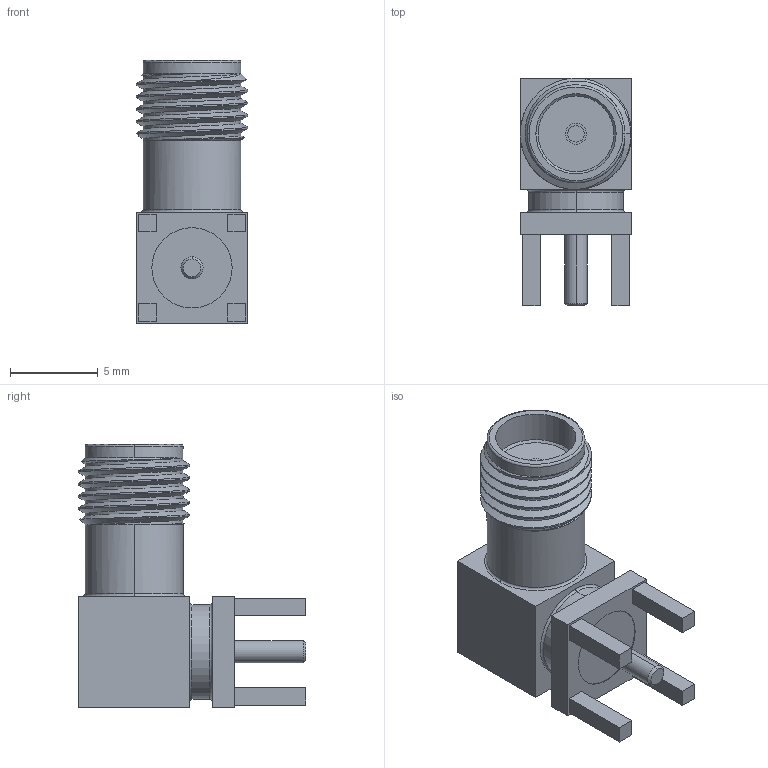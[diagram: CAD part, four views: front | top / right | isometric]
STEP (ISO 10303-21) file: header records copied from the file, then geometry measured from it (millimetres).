
FILE_DESCRIPTION (( 'STEP AP203' ), '1' );
FILE_NAME ('PE4118.step', '2018-10-23T22:58:24', ( '' ), ( '' ), 'SwSTEP 2.0', 'SolidWorks 2017', '' );
FILE_SCHEMA (( 'CONFIG_CONTROL_DESIGN' ));
Length unit declared in the file: inch
Products named in the file (1): PE4118
Bounding box: 6.35 x 12.95 x 14.99 mm (x, y, z)
Volume: 545.3 mm3; surface area: 644 mm2
Topology: 1 solids, 1 shells, 85 faces, 194 edges, 123 vertices
Faces by surface type: plane 38, cylinder 26, cone 10, torus 8, bspline 3
Entity records: 3511 total; most frequent: CARTESIAN_POINT 1577, ORIENTED_EDGE 388, DIRECTION 373, EDGE_CURVE 194, AXIS2_PLACEMENT_3D 134, VERTEX_POINT 123, LINE 105, VECTOR 105
